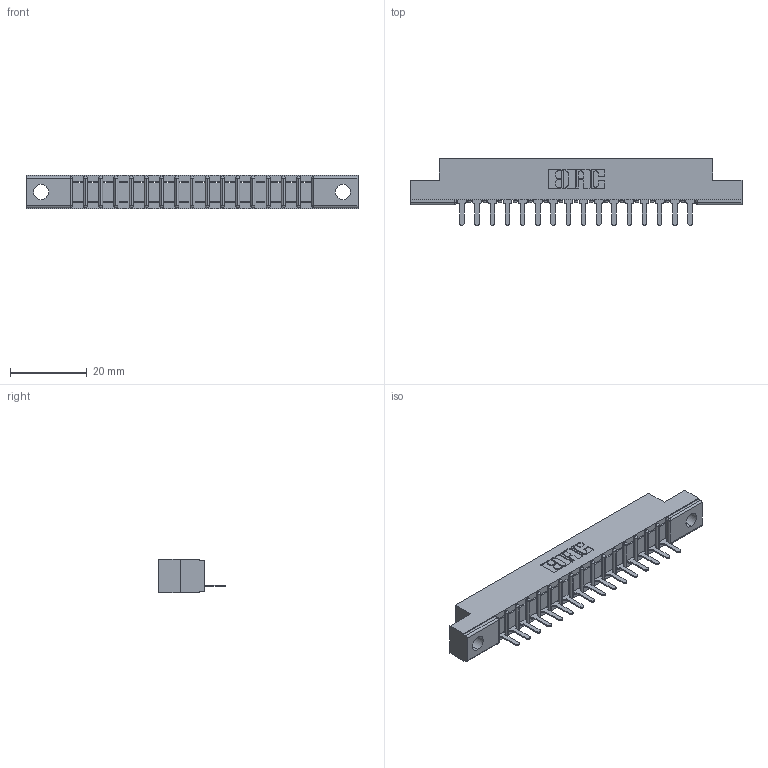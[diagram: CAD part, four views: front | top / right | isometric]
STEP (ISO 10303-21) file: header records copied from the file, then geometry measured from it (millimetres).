
FILE_DESCRIPTION (( 'STEP AP203' ), '1' );
FILE_NAME ('307-016-525-104.STEP', '2019-09-03T17:02:16', ( '' ), ( '' ), 'SwSTEP 2.0', 'SolidWorks 2016', '' );
FILE_SCHEMA (( 'CONFIG_CONTROL_DESIGN' ));
Length unit declared in the file: inch
Products named in the file (3): 307 Part_.156 Dia Mounting Holes; 307-016-525-104; 307-290-001_525
Assembly tree (17 placements, depth 2):
  307-016-525-104
    307 Part_.156 Dia Mounting Holes
    307-290-001_525  x16
Bounding box: 86.41 x 17.42 x 8.71 mm (x, y, z)
Volume: 5352.2 mm3; surface area: 7854.2 mm2
Topology: 17 solids, 17 shells, 1045 faces, 2951 edges, 1898 vertices
Faces by surface type: plane 676, cylinder 335, sphere 34
Entity records: 17308 total; most frequent: CARTESIAN_POINT 2910, ORIENTED_EDGE 2894, DIRECTION 2837, EDGE_CURVE 1447, VECTOR 1107, LINE 1107, VERTEX_POINT 938, AXIS2_PLACEMENT_3D 865
